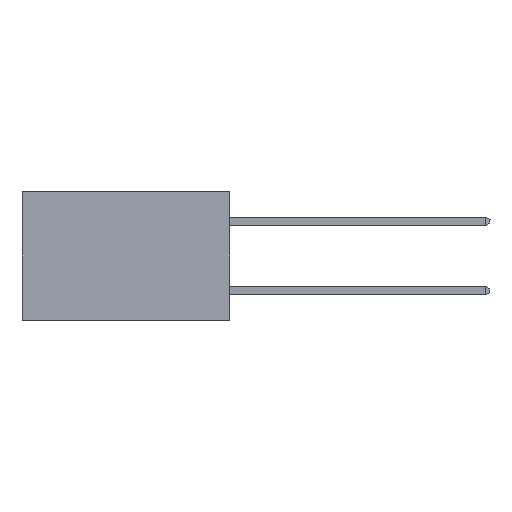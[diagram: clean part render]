
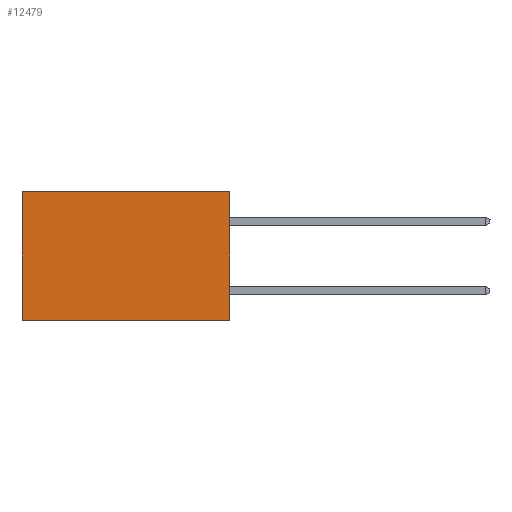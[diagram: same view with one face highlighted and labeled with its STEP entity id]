
A CAD part, left-side view. The second image highlights one B-rep face of the part: STEP entity #12479.
In plain terms, the highlighted planar face has unit normal (-1, 0, 0).
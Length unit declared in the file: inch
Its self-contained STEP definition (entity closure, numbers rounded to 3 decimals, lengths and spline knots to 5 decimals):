
#491 = CARTESIAN_POINT ( 'NONE',  ( 0.298, 0., 0. ) ) ;
#509 = EDGE_CURVE ( 'NONE', #9056, #6086, #14207, .T. ) ;
#1266 = VERTEX_POINT ( 'NONE', #23321 ) ;
#2181 = LINE ( 'NONE', #18365, #16742 ) ;
#2423 = DIRECTION ( 'NONE',  ( 0., 0., -1. ) ) ;
#3644 = FACE_OUTER_BOUND ( 'NONE', #20659, .T. ) ;
#4827 = AXIS2_PLACEMENT_3D ( 'NONE', #491, #13815, #2423 ) ;
#5158 = DIRECTION ( 'NONE',  ( 0., 1., 0. ) ) ;
#5186 = CARTESIAN_POINT ( 'NONE',  ( 0.298, 0.6, 0. ) ) ;
#5919 = ORIENTED_EDGE ( 'NONE', *, *, #10793, .F. ) ;
#6086 = VERTEX_POINT ( 'NONE', #23912 ) ;
#6866 = DIRECTION ( 'NONE',  ( 0., 0., -1. ) ) ;
#7294 = LINE ( 'NONE', #19844, #16167 ) ;
#8634 = VECTOR ( 'NONE', #17628, 39.37008 ) ;
#9056 = VERTEX_POINT ( 'NONE', #20393 ) ;
#9185 = ORIENTED_EDGE ( 'NONE', *, *, #11439, .T. ) ;
#10459 = DIRECTION ( 'NONE',  ( 0., 0., -1. ) ) ;
#10793 = EDGE_CURVE ( 'NONE', #1266, #9056, #7294, .T. ) ;
#11412 = LINE ( 'NONE', #14367, #20827 ) ;
#11439 = EDGE_CURVE ( 'NONE', #18071, #6086, #11412, .T. ) ;
#11500 = ORIENTED_EDGE ( 'NONE', *, *, #18701, .T. ) ;
#12479 = ADVANCED_FACE ( 'NONE', ( #3644 ), #15655, .F. ) ;
#13815 = DIRECTION ( 'NONE',  ( 1., 0., 0. ) ) ;
#14207 = LINE ( 'NONE', #21975, #8634 ) ;
#14367 = CARTESIAN_POINT ( 'NONE',  ( 0.298, 0.6, 0. ) ) ;
#15655 = PLANE ( 'NONE',  #4827 ) ;
#16167 = VECTOR ( 'NONE', #10459, 39.37008 ) ;
#16742 = VECTOR ( 'NONE', #5158, 39.37008 ) ;
#17558 = ORIENTED_EDGE ( 'NONE', *, *, #509, .F. ) ;
#17628 = DIRECTION ( 'NONE',  ( 0., 1., 0. ) ) ;
#18071 = VERTEX_POINT ( 'NONE', #5186 ) ;
#18365 = CARTESIAN_POINT ( 'NONE',  ( 0.298, 0., 0. ) ) ;
#18701 = EDGE_CURVE ( 'NONE', #1266, #18071, #2181, .T. ) ;
#19844 = CARTESIAN_POINT ( 'NONE',  ( 0.298, 0., 0. ) ) ;
#20393 = CARTESIAN_POINT ( 'NONE',  ( 0.298, 0., -0.37 ) ) ;
#20659 = EDGE_LOOP ( 'NONE', ( #9185, #17558, #5919, #11500 ) ) ;
#20827 = VECTOR ( 'NONE', #6866, 39.37008 ) ;
#21975 = CARTESIAN_POINT ( 'NONE',  ( 0.298, 0., -0.37 ) ) ;
#23321 = CARTESIAN_POINT ( 'NONE',  ( 0.298, 0., 0. ) ) ;
#23912 = CARTESIAN_POINT ( 'NONE',  ( 0.298, 0.6, -0.37 ) ) ;
